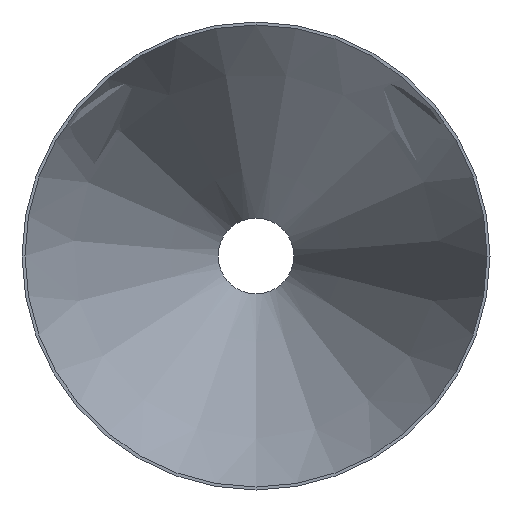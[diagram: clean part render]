
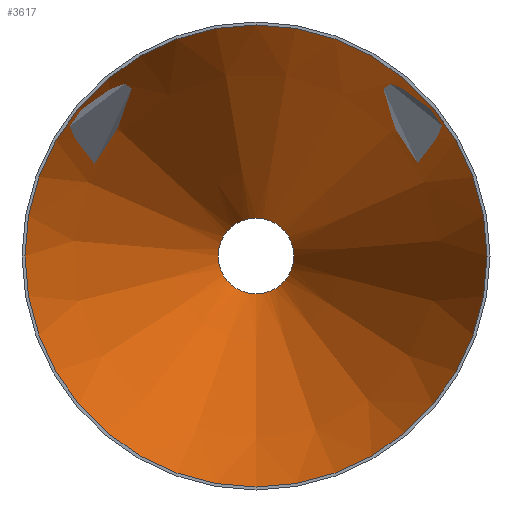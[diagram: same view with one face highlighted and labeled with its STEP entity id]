
A CAD part, front view. The second image highlights one B-rep face of the part: STEP entity #3617.
In plain terms, the highlighted conical face has half-angle 22.416 degrees and reference radius 250.755 mm.
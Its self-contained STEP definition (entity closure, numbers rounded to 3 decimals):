
#2100 = DIRECTION ( 'NONE',  ( 0., -1., 0. ) ) ;
#2537 = CONICAL_SURFACE ( 'NONE', #17292, 250.755, 0.391 ) ;
#2958 = CARTESIAN_POINT ( 'NONE',  ( 0., 508., -41.205 ) ) ;
#3272 = CARTESIAN_POINT ( 'NONE',  ( 0., 0., 0. ) ) ;
#3617 = ADVANCED_FACE ( 'NONE', ( #12656, #46472 ), #2537, .F. ) ;
#6838 = VERTEX_POINT ( 'NONE', #42047 ) ;
#12229 = EDGE_LOOP ( 'NONE', ( #37546 ) ) ;
#12656 = FACE_BOUND ( 'NONE', #44234, .T. ) ;
#17292 = AXIS2_PLACEMENT_3D ( 'NONE', #3272, #18929, #34621 ) ;
#18929 = DIRECTION ( 'NONE',  ( 0., -1., 0. ) ) ;
#21861 = CIRCLE ( 'NONE', #47384, 250.755 ) ;
#22619 = CARTESIAN_POINT ( 'NONE',  ( 0., 508., 0. ) ) ;
#25554 = EDGE_CURVE ( 'NONE', #6838, #6838, #21861, .T. ) ;
#33944 = DIRECTION ( 'NONE',  ( 0., 0., -1. ) ) ;
#34528 = AXIS2_PLACEMENT_3D ( 'NONE', #22619, #42438, #33944 ) ;
#34621 = DIRECTION ( 'NONE',  ( 0., 0., -1. ) ) ;
#37339 = CARTESIAN_POINT ( 'NONE',  ( 0., 0., 0. ) ) ;
#37546 = ORIENTED_EDGE ( 'NONE', *, *, #25554, .T. ) ;
#41090 = CIRCLE ( 'NONE', #34528, 41.205 ) ;
#41389 = ORIENTED_EDGE ( 'NONE', *, *, #46928, .F. ) ;
#42047 = CARTESIAN_POINT ( 'NONE',  ( 0., 0., -250.755 ) ) ;
#42438 = DIRECTION ( 'NONE',  ( 0., -1., 0. ) ) ;
#44234 = EDGE_LOOP ( 'NONE', ( #41389 ) ) ;
#45572 = DIRECTION ( 'NONE',  ( 0., 0., -1. ) ) ;
#46472 = FACE_OUTER_BOUND ( 'NONE', #12229, .T. ) ;
#46928 = EDGE_CURVE ( 'NONE', #49799, #49799, #41090, .T. ) ;
#47384 = AXIS2_PLACEMENT_3D ( 'NONE', #37339, #2100, #45572 ) ;
#49799 = VERTEX_POINT ( 'NONE', #2958 ) ;
